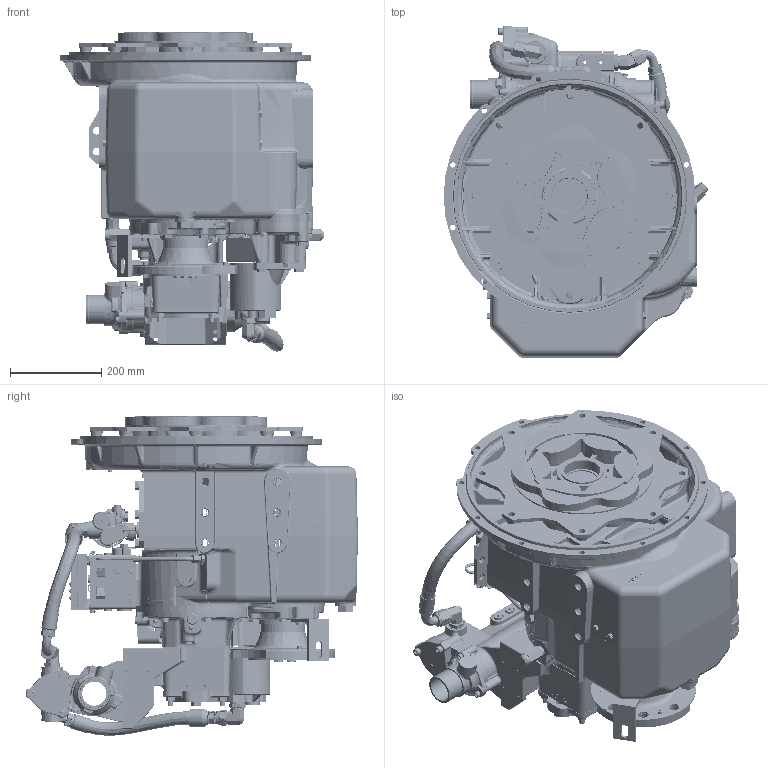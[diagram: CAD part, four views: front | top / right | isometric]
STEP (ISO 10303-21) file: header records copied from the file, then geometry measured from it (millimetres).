
FILE_DESCRIPTION (( 'STEP AP214' ), '1' );
FILE_NAME ('PX13254E.step', '2019-09-27T08:11:33', ( 'TDI' ), ( 'Twin Disc Inc' ), 'SwSTEP 2.0', 'SolidWorks 2017', '' );
FILE_SCHEMA (( 'AUTOMOTIVE_DESIGN' ));
Length unit declared in the file: millimetre
Products named in the file (1): PX13254E
Bounding box: 580.73 x 728.53 x 700.85 mm (x, y, z)
Surface area: 4107245.1 mm2 (no closed solid volume)
Topology: 0 solids, 963 shells, 7983 faces, 28432 edges, 20622 vertices
Faces by surface type: cylinder 2536, plane 2414, bspline 1383, cone 779, torus 713, sphere 158
Entity records: 511058 total; most frequent: CARTESIAN_POINT 197696, DIRECTION 45306, ORIENTED_EDGE 42276, EDGE_CURVE 28261, VERTEX_POINT 20604, AXIS2_PLACEMENT_3D 17604, CIRCLE 11003, VECTOR 10098
